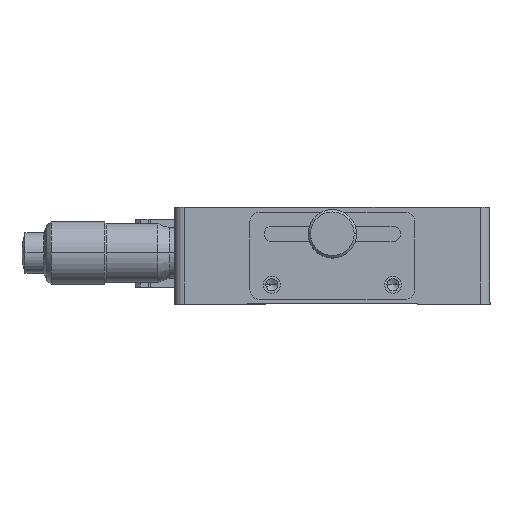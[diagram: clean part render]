
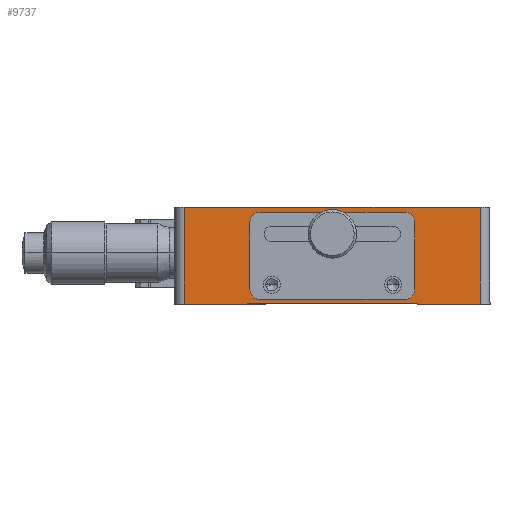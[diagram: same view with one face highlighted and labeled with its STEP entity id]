
A CAD part, top view. The second image highlights one B-rep face of the part: STEP entity #9737.
In plain terms, the highlighted planar face has unit normal (0, 0, 1).
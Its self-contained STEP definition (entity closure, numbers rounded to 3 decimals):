
#31 = ORIENTED_EDGE ( 'NONE', *, *, #157, .T. ) ;
#62 = EDGE_CURVE ( 'NONE', #12397, #5986, #17271, .T. ) ;
#151 = CARTESIAN_POINT ( 'NONE',  ( -17., 7., 32.5 ) ) ;
#157 = EDGE_CURVE ( 'NONE', #13188, #14336, #10019, .T. ) ;
#186 = DIRECTION ( 'NONE',  ( 0., 0., -1. ) ) ;
#268 = VECTOR ( 'NONE', #8178, 1000. ) ;
#311 = FACE_OUTER_BOUND ( 'NONE', #2240, .T. ) ;
#365 = CARTESIAN_POINT ( 'NONE',  ( -15., 9., 32.5 ) ) ;
#503 = CARTESIAN_POINT ( 'NONE',  ( -30.5, -10., 32.5 ) ) ;
#636 = CARTESIAN_POINT ( 'NONE',  ( -15., 9., 32.5 ) ) ;
#1069 = EDGE_CURVE ( 'NONE', #2819, #5631, #12014, .T. ) ;
#1077 = DIRECTION ( 'NONE',  ( 0., 0., 1. ) ) ;
#1142 = VERTEX_POINT ( 'NONE', #2261 ) ;
#1403 = DIRECTION ( 'NONE',  ( -1., 0., 0. ) ) ;
#1540 = CARTESIAN_POINT ( 'NONE',  ( 17., -7., 32.5 ) ) ;
#1624 = CARTESIAN_POINT ( 'NONE',  ( 30.5, 10., 32.5 ) ) ;
#1680 = CARTESIAN_POINT ( 'NONE',  ( -15., -9., 32.5 ) ) ;
#1938 = CARTESIAN_POINT ( 'NONE',  ( -15., 7., 32.5 ) ) ;
#2240 = EDGE_LOOP ( 'NONE', ( #17018, #5733, #5670, #11228, #16540, #31, #9428, #11635 ) ) ;
#2261 = CARTESIAN_POINT ( 'NONE',  ( 15., -9., 32.5 ) ) ;
#2788 = EDGE_CURVE ( 'NONE', #3836, #6228, #15363, .T. ) ;
#2819 = VERTEX_POINT ( 'NONE', #10901 ) ;
#2911 = EDGE_CURVE ( 'NONE', #5986, #2819, #10058, .T. ) ;
#2932 = DIRECTION ( 'NONE',  ( 0., 1., 0. ) ) ;
#3165 = CARTESIAN_POINT ( 'NONE',  ( -17., -7., 32.5 ) ) ;
#3181 = CARTESIAN_POINT ( 'NONE',  ( 17.5, -9.8, 32.5 ) ) ;
#3323 = EDGE_CURVE ( 'NONE', #15740, #17206, #14288, .T. ) ;
#3460 = DIRECTION ( 'NONE',  ( 1., 0., 0. ) ) ;
#3470 = AXIS2_PLACEMENT_3D ( 'NONE', #5928, #5810, #9932 ) ;
#3521 = DIRECTION ( 'NONE',  ( 0., 0., 1. ) ) ;
#3565 = ORIENTED_EDGE ( 'NONE', *, *, #8700, .F. ) ;
#3778 = CARTESIAN_POINT ( 'NONE',  ( 30.5, -10., 32.5 ) ) ;
#3790 = ORIENTED_EDGE ( 'NONE', *, *, #10651, .F. ) ;
#3836 = VERTEX_POINT ( 'NONE', #151 ) ;
#4000 = EDGE_CURVE ( 'NONE', #15685, #17769, #9793, .T. ) ;
#4217 = CARTESIAN_POINT ( 'NONE',  ( -17.5, -9.8, 32.5 ) ) ;
#4239 = VECTOR ( 'NONE', #17633, 1000. ) ;
#4276 = CARTESIAN_POINT ( 'NONE',  ( -32.5, 10., 32.5 ) ) ;
#4370 = ORIENTED_EDGE ( 'NONE', *, *, #7991, .F. ) ;
#4441 = EDGE_CURVE ( 'NONE', #13188, #11018, #17466, .T. ) ;
#4573 = CARTESIAN_POINT ( 'NONE',  ( -30.5, 10., 32.5 ) ) ;
#4613 = CARTESIAN_POINT ( 'NONE',  ( -17.5, -10., 32.5 ) ) ;
#4883 = VECTOR ( 'NONE', #8745, 1000. ) ;
#5358 = CARTESIAN_POINT ( 'NONE',  ( -15., -7., 32.5 ) ) ;
#5505 = CARTESIAN_POINT ( 'NONE',  ( -17., 7., 32.5 ) ) ;
#5631 = VERTEX_POINT ( 'NONE', #365 ) ;
#5670 = ORIENTED_EDGE ( 'NONE', *, *, #6500, .F. ) ;
#5707 = VECTOR ( 'NONE', #12496, 1000. ) ;
#5733 = ORIENTED_EDGE ( 'NONE', *, *, #3323, .T. ) ;
#5744 = DIRECTION ( 'NONE',  ( -1., 0., 0. ) ) ;
#5810 = DIRECTION ( 'NONE',  ( 0., 0., 1. ) ) ;
#5928 = CARTESIAN_POINT ( 'NONE',  ( 15., -7., 32.5 ) ) ;
#5986 = VERTEX_POINT ( 'NONE', #9477 ) ;
#6228 = VERTEX_POINT ( 'NONE', #3165 ) ;
#6256 = LINE ( 'NONE', #4573, #14362 ) ;
#6302 = AXIS2_PLACEMENT_3D ( 'NONE', #1938, #3521, #10166 ) ;
#6305 = VECTOR ( 'NONE', #16644, 1000. ) ;
#6409 = VECTOR ( 'NONE', #8111, 1000. ) ;
#6500 = EDGE_CURVE ( 'NONE', #15293, #17206, #10375, .T. ) ;
#6626 = EDGE_CURVE ( 'NONE', #14336, #17769, #14407, .T. ) ;
#6895 = CARTESIAN_POINT ( 'NONE',  ( 17., 7., 32.5 ) ) ;
#7340 = DIRECTION ( 'NONE',  ( 0., -1., 0. ) ) ;
#7520 = AXIS2_PLACEMENT_3D ( 'NONE', #11082, #9918, #5744 ) ;
#7673 = VECTOR ( 'NONE', #2932, 1000. ) ;
#7723 = ORIENTED_EDGE ( 'NONE', *, *, #62, .F. ) ;
#7943 = AXIS2_PLACEMENT_3D ( 'NONE', #4276, #186, #16629 ) ;
#7991 = EDGE_CURVE ( 'NONE', #1142, #12397, #8547, .T. ) ;
#8039 = EDGE_LOOP ( 'NONE', ( #10937, #10341, #11811, #7723, #4370, #3565, #3790, #9094 ) ) ;
#8111 = DIRECTION ( 'NONE',  ( 1., 0., 0. ) ) ;
#8178 = DIRECTION ( 'NONE',  ( 0., -1., 0. ) ) ;
#8184 = DIRECTION ( 'NONE',  ( 0., -1., 0. ) ) ;
#8547 = CIRCLE ( 'NONE', #3470, 2. ) ;
#8700 = EDGE_CURVE ( 'NONE', #13543, #1142, #16417, .T. ) ;
#8745 = DIRECTION ( 'NONE',  ( 1., 0., 0. ) ) ;
#8923 = DIRECTION ( 'NONE',  ( -1., 0., 0. ) ) ;
#8974 = CARTESIAN_POINT ( 'NONE',  ( -17.5, 10., 32.5 ) ) ;
#9094 = ORIENTED_EDGE ( 'NONE', *, *, #2788, .F. ) ;
#9428 = ORIENTED_EDGE ( 'NONE', *, *, #6626, .T. ) ;
#9477 = CARTESIAN_POINT ( 'NONE',  ( 17., 7., 32.5 ) ) ;
#9737 = ADVANCED_FACE ( 'NONE', ( #311, #11070 ), #15128, .F. ) ;
#9789 = CARTESIAN_POINT ( 'NONE',  ( 17.5, 10., 32.5 ) ) ;
#9793 = LINE ( 'NONE', #16840, #15964 ) ;
#9918 = DIRECTION ( 'NONE',  ( 0., 0., 1. ) ) ;
#9932 = DIRECTION ( 'NONE',  ( 1., 0., 0. ) ) ;
#10019 = LINE ( 'NONE', #15463, #4883 ) ;
#10058 = CIRCLE ( 'NONE', #7520, 2. ) ;
#10166 = DIRECTION ( 'NONE',  ( 1., 0., 0. ) ) ;
#10341 = ORIENTED_EDGE ( 'NONE', *, *, #1069, .F. ) ;
#10375 = LINE ( 'NONE', #8974, #268 ) ;
#10651 = EDGE_CURVE ( 'NONE', #6228, #13543, #15253, .T. ) ;
#10901 = CARTESIAN_POINT ( 'NONE',  ( 15., 9., 32.5 ) ) ;
#10937 = ORIENTED_EDGE ( 'NONE', *, *, #14886, .F. ) ;
#11018 = VERTEX_POINT ( 'NONE', #3181 ) ;
#11070 = FACE_BOUND ( 'NONE', #8039, .T. ) ;
#11082 = CARTESIAN_POINT ( 'NONE',  ( 15., 7., 32.5 ) ) ;
#11116 = LINE ( 'NONE', #15151, #17076 ) ;
#11228 = ORIENTED_EDGE ( 'NONE', *, *, #14613, .F. ) ;
#11635 = ORIENTED_EDGE ( 'NONE', *, *, #4000, .F. ) ;
#11739 = CIRCLE ( 'NONE', #6302, 2. ) ;
#11811 = ORIENTED_EDGE ( 'NONE', *, *, #2911, .F. ) ;
#11855 = EDGE_CURVE ( 'NONE', #15685, #15740, #6256, .T. ) ;
#12014 = LINE ( 'NONE', #636, #15653 ) ;
#12397 = VERTEX_POINT ( 'NONE', #1540 ) ;
#12496 = DIRECTION ( 'NONE',  ( 0., 1., 0. ) ) ;
#13188 = VERTEX_POINT ( 'NONE', #14623 ) ;
#13406 = DIRECTION ( 'NONE',  ( 1., 0., 0. ) ) ;
#13543 = VERTEX_POINT ( 'NONE', #1680 ) ;
#14288 = LINE ( 'NONE', #16277, #6409 ) ;
#14336 = VERTEX_POINT ( 'NONE', #3778 ) ;
#14362 = VECTOR ( 'NONE', #7340, 1000. ) ;
#14407 = LINE ( 'NONE', #1624, #6305 ) ;
#14613 = EDGE_CURVE ( 'NONE', #11018, #15293, #11116, .T. ) ;
#14623 = CARTESIAN_POINT ( 'NONE',  ( 17.5, -10., 32.5 ) ) ;
#14886 = EDGE_CURVE ( 'NONE', #5631, #3836, #11739, .T. ) ;
#15128 = PLANE ( 'NONE',  #7943 ) ;
#15151 = CARTESIAN_POINT ( 'NONE',  ( 32.5, -9.8, 32.5 ) ) ;
#15253 = CIRCLE ( 'NONE', #17329, 2. ) ;
#15293 = VERTEX_POINT ( 'NONE', #4217 ) ;
#15363 = LINE ( 'NONE', #5505, #17313 ) ;
#15449 = CARTESIAN_POINT ( 'NONE',  ( 30.5, 10., 32.5 ) ) ;
#15463 = CARTESIAN_POINT ( 'NONE',  ( 32.5, -10., 32.5 ) ) ;
#15653 = VECTOR ( 'NONE', #8923, 1000. ) ;
#15685 = VERTEX_POINT ( 'NONE', #16530 ) ;
#15740 = VERTEX_POINT ( 'NONE', #503 ) ;
#15964 = VECTOR ( 'NONE', #3460, 1000. ) ;
#16277 = CARTESIAN_POINT ( 'NONE',  ( 32.5, -10., 32.5 ) ) ;
#16417 = LINE ( 'NONE', #17755, #4239 ) ;
#16530 = CARTESIAN_POINT ( 'NONE',  ( -30.5, 10., 32.5 ) ) ;
#16540 = ORIENTED_EDGE ( 'NONE', *, *, #4441, .F. ) ;
#16629 = DIRECTION ( 'NONE',  ( -1., 0., 0. ) ) ;
#16644 = DIRECTION ( 'NONE',  ( 0., 1., 0. ) ) ;
#16840 = CARTESIAN_POINT ( 'NONE',  ( -32.5, 10., 32.5 ) ) ;
#17018 = ORIENTED_EDGE ( 'NONE', *, *, #11855, .T. ) ;
#17076 = VECTOR ( 'NONE', #1403, 1000. ) ;
#17206 = VERTEX_POINT ( 'NONE', #4613 ) ;
#17271 = LINE ( 'NONE', #6895, #7673 ) ;
#17313 = VECTOR ( 'NONE', #8184, 1000. ) ;
#17329 = AXIS2_PLACEMENT_3D ( 'NONE', #5358, #1077, #13406 ) ;
#17466 = LINE ( 'NONE', #9789, #5707 ) ;
#17633 = DIRECTION ( 'NONE',  ( 1., 0., 0. ) ) ;
#17755 = CARTESIAN_POINT ( 'NONE',  ( -15., -9., 32.5 ) ) ;
#17769 = VERTEX_POINT ( 'NONE', #15449 ) ;
